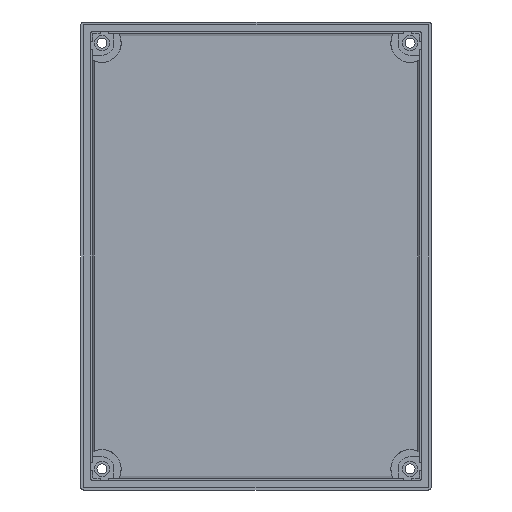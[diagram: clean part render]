
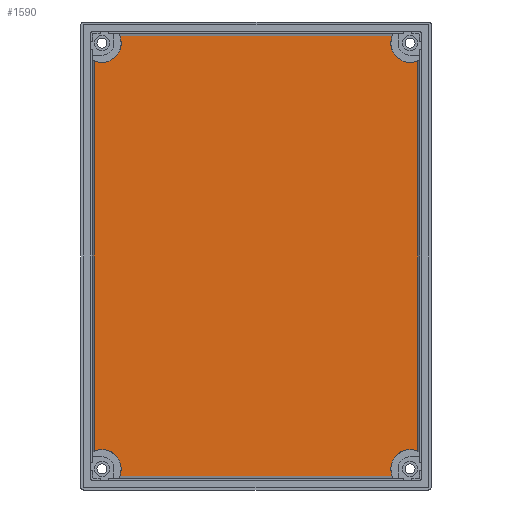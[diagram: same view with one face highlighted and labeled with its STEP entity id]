
A CAD part, front view. The second image highlights one B-rep face of the part: STEP entity #1590.
In plain terms, the highlighted planar face has unit normal (0, -1, 0).
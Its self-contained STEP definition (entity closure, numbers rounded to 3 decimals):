
#13 = CARTESIAN_POINT ( 'NONE',  ( 115.986, 96., 187.346 ) ) ;
#38 = DIRECTION ( 'NONE',  ( 1., 0., 0. ) ) ;
#167 = CIRCLE ( 'NONE', #2703, 16.3 ) ;
#325 = DIRECTION ( 'NONE',  ( 0., 0., 1. ) ) ;
#361 = VECTOR ( 'NONE', #4907, 1000. ) ;
#449 = CARTESIAN_POINT ( 'NONE',  ( -138.87, 96., -187.346 ) ) ;
#610 = CARTESIAN_POINT ( 'NONE',  ( 131., 96., -181. ) ) ;
#635 = VERTEX_POINT ( 'NONE', #3669 ) ;
#677 = DIRECTION ( 'NONE',  ( 0., 1., 0. ) ) ;
#726 = CARTESIAN_POINT ( 'NONE',  ( -137.346, 96., 188.87 ) ) ;
#802 = EDGE_CURVE ( 'NONE', #3138, #3129, #2798, .T. ) ;
#832 = ORIENTED_EDGE ( 'NONE', *, *, #802, .F. ) ;
#860 = DIRECTION ( 'NONE',  ( 0., 1., 0. ) ) ;
#990 = EDGE_CURVE ( 'NONE', #3406, #1716, #4881, .T. ) ;
#1140 = VERTEX_POINT ( 'NONE', #3679 ) ;
#1199 = CIRCLE ( 'NONE', #2181, 16.3 ) ;
#1242 = DIRECTION ( 'NONE',  ( 0., 1., 0. ) ) ;
#1478 = VECTOR ( 'NONE', #3195, 1000. ) ;
#1494 = AXIS2_PLACEMENT_3D ( 'NONE', #2039, #860, #1985 ) ;
#1534 = DIRECTION ( 'NONE',  ( 0., 0., -1. ) ) ;
#1561 = EDGE_CURVE ( 'NONE', #3406, #1615, #2806, .T. ) ;
#1590 = ADVANCED_FACE ( 'NONE', ( #3389 ), #2804, .T. ) ;
#1615 = VERTEX_POINT ( 'NONE', #2314 ) ;
#1626 = CARTESIAN_POINT ( 'NONE',  ( 131., 96., 181. ) ) ;
#1649 = CARTESIAN_POINT ( 'NONE',  ( 138.87, 96., 187.346 ) ) ;
#1716 = VERTEX_POINT ( 'NONE', #3695 ) ;
#1799 = DIRECTION ( 'NONE',  ( 0., 1., 0. ) ) ;
#1889 = ORIENTED_EDGE ( 'NONE', *, *, #2187, .T. ) ;
#1925 = ORIENTED_EDGE ( 'NONE', *, *, #990, .T. ) ;
#1970 = VERTEX_POINT ( 'NONE', #5191 ) ;
#1985 = DIRECTION ( 'NONE',  ( 0., 0., 1. ) ) ;
#1987 = VERTEX_POINT ( 'NONE', #4832 ) ;
#2039 = CARTESIAN_POINT ( 'NONE',  ( -131., 96., -181. ) ) ;
#2138 = CARTESIAN_POINT ( 'NONE',  ( -131., 96., 181. ) ) ;
#2149 = DIRECTION ( 'NONE',  ( 0., 0., -1. ) ) ;
#2181 = AXIS2_PLACEMENT_3D ( 'NONE', #1626, #1242, #2847 ) ;
#2187 = EDGE_CURVE ( 'NONE', #3138, #2886, #1199, .T. ) ;
#2189 = CARTESIAN_POINT ( 'NONE',  ( 137.346, 96., -165.986 ) ) ;
#2212 = CARTESIAN_POINT ( 'NONE',  ( 131., 96., -181. ) ) ;
#2314 = CARTESIAN_POINT ( 'NONE',  ( -137.346, 96., 165.986 ) ) ;
#2392 = LINE ( 'NONE', #1649, #4901 ) ;
#2420 = AXIS2_PLACEMENT_3D ( 'NONE', #3127, #3175, #1534 ) ;
#2497 = EDGE_LOOP ( 'NONE', ( #4489, #3522, #832, #1889, #4166, #4278, #4112, #1925, #2717, #4988 ) ) ;
#2563 = DIRECTION ( 'NONE',  ( 0., 0., -1. ) ) ;
#2703 = AXIS2_PLACEMENT_3D ( 'NONE', #2138, #4185, #2563 ) ;
#2717 = ORIENTED_EDGE ( 'NONE', *, *, #4917, .T. ) ;
#2798 = LINE ( 'NONE', #4630, #2868 ) ;
#2804 = PLANE ( 'NONE',  #2420 ) ;
#2806 = LINE ( 'NONE', #726, #1478 ) ;
#2839 = EDGE_CURVE ( 'NONE', #1140, #1615, #167, .T. ) ;
#2847 = DIRECTION ( 'NONE',  ( 0., 0., 1. ) ) ;
#2868 = VECTOR ( 'NONE', #2149, 1000. ) ;
#2886 = VERTEX_POINT ( 'NONE', #13 ) ;
#3127 = CARTESIAN_POINT ( 'NONE',  ( 149., 96., 199. ) ) ;
#3129 = VERTEX_POINT ( 'NONE', #2189 ) ;
#3138 = VERTEX_POINT ( 'NONE', #5031 ) ;
#3175 = DIRECTION ( 'NONE',  ( 0., -1., 0. ) ) ;
#3195 = DIRECTION ( 'NONE',  ( 0., 0., 1. ) ) ;
#3225 = AXIS2_PLACEMENT_3D ( 'NONE', #610, #1799, #3819 ) ;
#3227 = CARTESIAN_POINT ( 'NONE',  ( -137.346, 96., -165.986 ) ) ;
#3389 = FACE_OUTER_BOUND ( 'NONE', #2497, .T. ) ;
#3406 = VERTEX_POINT ( 'NONE', #3227 ) ;
#3522 = ORIENTED_EDGE ( 'NONE', *, *, #4558, .T. ) ;
#3547 = EDGE_CURVE ( 'NONE', #1970, #635, #4064, .T. ) ;
#3669 = CARTESIAN_POINT ( 'NONE',  ( -115.986, 96., -187.346 ) ) ;
#3679 = CARTESIAN_POINT ( 'NONE',  ( -115.986, 96., 187.346 ) ) ;
#3695 = CARTESIAN_POINT ( 'NONE',  ( -131., 96., -164.7 ) ) ;
#3787 = EDGE_CURVE ( 'NONE', #1140, #2886, #2392, .T. ) ;
#3819 = DIRECTION ( 'NONE',  ( 0., 0., -1. ) ) ;
#3939 = DIRECTION ( 'NONE',  ( 0., 0., -1. ) ) ;
#4064 = LINE ( 'NONE', #449, #361 ) ;
#4112 = ORIENTED_EDGE ( 'NONE', *, *, #1561, .F. ) ;
#4166 = ORIENTED_EDGE ( 'NONE', *, *, #3787, .F. ) ;
#4185 = DIRECTION ( 'NONE',  ( 0., 1., 0. ) ) ;
#4201 = CIRCLE ( 'NONE', #4651, 16.3 ) ;
#4278 = ORIENTED_EDGE ( 'NONE', *, *, #2839, .T. ) ;
#4338 = CARTESIAN_POINT ( 'NONE',  ( -131., 96., -181. ) ) ;
#4374 = DIRECTION ( 'NONE',  ( 0., 1., 0. ) ) ;
#4489 = ORIENTED_EDGE ( 'NONE', *, *, #5119, .T. ) ;
#4558 = EDGE_CURVE ( 'NONE', #1987, #3129, #4201, .T. ) ;
#4630 = CARTESIAN_POINT ( 'NONE',  ( 137.346, 96., -188.87 ) ) ;
#4651 = AXIS2_PLACEMENT_3D ( 'NONE', #2212, #677, #3939 ) ;
#4673 = CIRCLE ( 'NONE', #3225, 16.3 ) ;
#4832 = CARTESIAN_POINT ( 'NONE',  ( 131., 96., -164.7 ) ) ;
#4881 = CIRCLE ( 'NONE', #5127, 16.3 ) ;
#4901 = VECTOR ( 'NONE', #38, 1000. ) ;
#4907 = DIRECTION ( 'NONE',  ( -1., 0., 0. ) ) ;
#4917 = EDGE_CURVE ( 'NONE', #1716, #635, #4970, .T. ) ;
#4970 = CIRCLE ( 'NONE', #1494, 16.3 ) ;
#4988 = ORIENTED_EDGE ( 'NONE', *, *, #3547, .F. ) ;
#5031 = CARTESIAN_POINT ( 'NONE',  ( 137.346, 96., 165.986 ) ) ;
#5119 = EDGE_CURVE ( 'NONE', #1970, #1987, #4673, .T. ) ;
#5127 = AXIS2_PLACEMENT_3D ( 'NONE', #4338, #4374, #325 ) ;
#5191 = CARTESIAN_POINT ( 'NONE',  ( 115.986, 96., -187.346 ) ) ;
